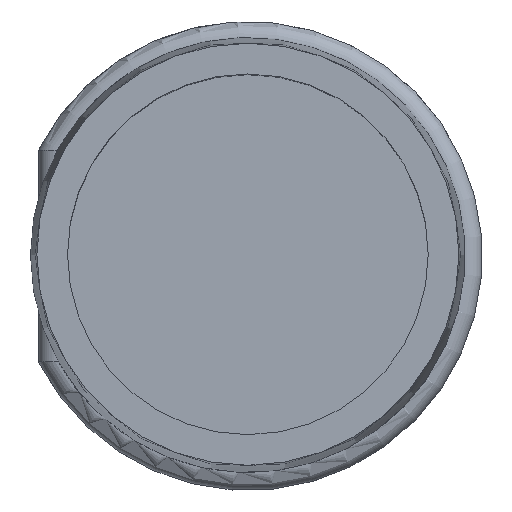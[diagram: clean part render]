
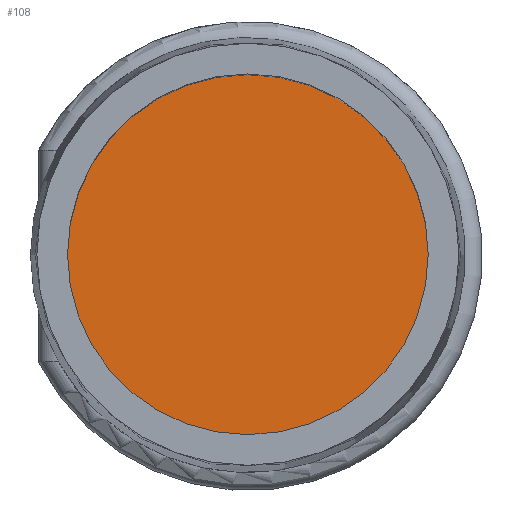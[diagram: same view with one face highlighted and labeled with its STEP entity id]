
A CAD part, top view. The second image highlights one B-rep face of the part: STEP entity #108.
In plain terms, the highlighted planar face has unit normal (0, 0, 1).
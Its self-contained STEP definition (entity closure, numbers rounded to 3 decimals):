
#108=ADVANCED_FACE('',(#210),#211,.T.);
#210=FACE_OUTER_BOUND('',#434,.T.);
#211=PLANE('',#435);
#434=EDGE_LOOP('',(#746));
#435=AXIS2_PLACEMENT_3D('',#747,#748,#749);
#746=ORIENTED_EDGE('',*,*,#989,.T.);
#747=CARTESIAN_POINT('',(39.716,0.,70.5));
#748=DIRECTION('',(0.0,0.0,1.0));
#749=DIRECTION('',(1.0,0.0,0.0));
#989=EDGE_CURVE('',#1203,#1203,#1204,.T.);
#1203=VERTEX_POINT('',#1643);
#1204=CIRCLE('',#1644,20.0);
#1643=CARTESIAN_POINT('',(19.716,0.,70.5));
#1644=AXIS2_PLACEMENT_3D('',#1862,#1863,#1864);
#1862=CARTESIAN_POINT('',(39.716,0.,70.5));
#1863=DIRECTION('',(0.0,0.0,1.0));
#1864=DIRECTION('',(1.0,0.0,0.0));
